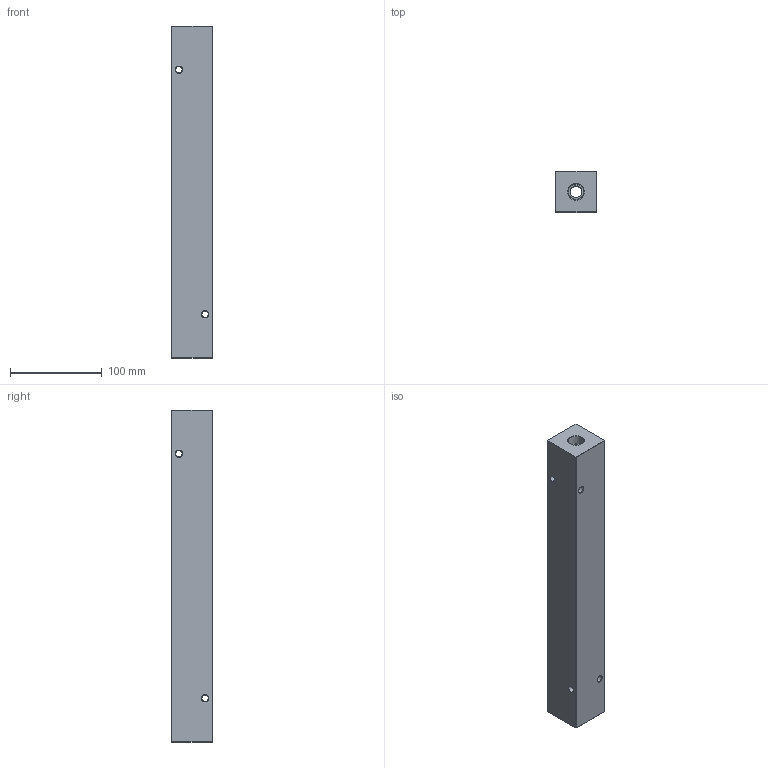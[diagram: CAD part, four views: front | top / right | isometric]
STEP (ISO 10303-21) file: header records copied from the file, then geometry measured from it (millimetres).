
FILE_DESCRIPTION (( 'STEP AP203' ), '1' );
FILE_NAME ('HM-8-90-P-6-6.STEP', '2020-10-30T13:14:10', ( '' ), ( '' ), 'SwSTEP 2.0', 'SolidWorks 2019', '' );
FILE_SCHEMA (( 'CONFIG_CONTROL_DESIGN' ));
Length unit declared in the file: inch
Products named in the file (1): HM-8-90-P-6-6
Bounding box: 44.45 x 44.45 x 361.95 mm (x, y, z)
Volume: 608371.3 mm3; surface area: 95683.4 mm2
Topology: 1 solids, 1 shells, 597 faces, 1563 edges, 1014 vertices
Faces by surface type: plane 280, bspline 203, cylinder 58, cone 56
Entity records: 29010 total; most frequent: CARTESIAN_POINT 15538, ORIENTED_EDGE 3126, DIRECTION 2095, EDGE_CURVE 1563, VERTEX_POINT 1014, VECTOR 881, LINE 881, EDGE_LOOP 689
